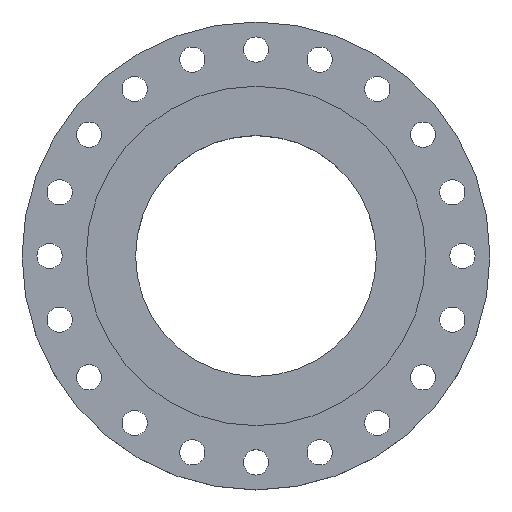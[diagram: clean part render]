
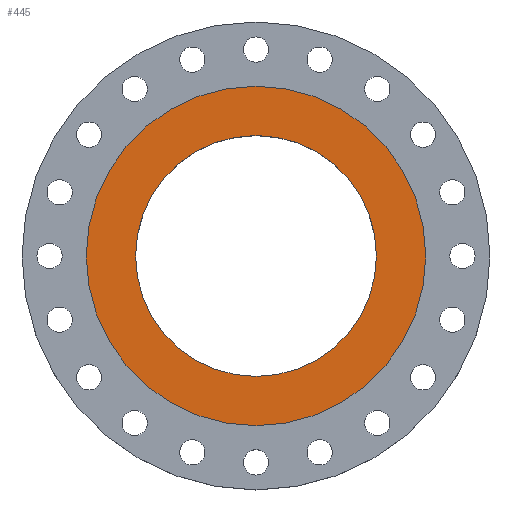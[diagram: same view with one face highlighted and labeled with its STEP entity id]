
A CAD part, top view. The second image highlights one B-rep face of the part: STEP entity #445.
In plain terms, the highlighted planar face has unit normal (0, 0, 1).
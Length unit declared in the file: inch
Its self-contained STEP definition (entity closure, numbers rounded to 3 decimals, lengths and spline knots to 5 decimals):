
#40 = VERTEX_POINT ( 'NONE', #576 ) ;
#67 = AXIS2_PLACEMENT_3D ( 'NONE', #1766, #623, #1926 ) ;
#229 = ORIENTED_EDGE ( 'NONE', *, *, #1252, .T. ) ;
#278 = EDGE_CURVE ( 'NONE', #954, #1043, #1051, .T. ) ;
#293 = CARTESIAN_POINT ( 'NONE',  ( 6.5625, 0., 0. ) ) ;
#405 = AXIS2_PLACEMENT_3D ( 'NONE', #658, #1320, #461 ) ;
#445 = ADVANCED_FACE ( 'NONE', ( #1316, #957 ), #1921, .F. ) ;
#461 = DIRECTION ( 'NONE',  ( 1., 0., 0. ) ) ;
#510 = EDGE_LOOP ( 'NONE', ( #1572, #1828 ) ) ;
#514 = DIRECTION ( 'NONE',  ( -1., 0., 0. ) ) ;
#571 = CIRCLE ( 'NONE', #405, 9.25 ) ;
#576 = CARTESIAN_POINT ( 'NONE',  ( 9.25, 0., 0. ) ) ;
#582 = CARTESIAN_POINT ( 'NONE',  ( -9.25, 0., 0. ) ) ;
#623 = DIRECTION ( 'NONE',  ( 0., 0., 1. ) ) ;
#657 = EDGE_CURVE ( 'NONE', #1043, #954, #1702, .T. ) ;
#658 = CARTESIAN_POINT ( 'NONE',  ( 0., 0., 0. ) ) ;
#764 = CIRCLE ( 'NONE', #67, 9.25 ) ;
#860 = AXIS2_PLACEMENT_3D ( 'NONE', #1760, #2080, #514 ) ;
#915 = CARTESIAN_POINT ( 'NONE',  ( 0., 0., 0. ) ) ;
#943 = CARTESIAN_POINT ( 'NONE',  ( -6.5625, 0., 0. ) ) ;
#954 = VERTEX_POINT ( 'NONE', #943 ) ;
#957 = FACE_OUTER_BOUND ( 'NONE', #1383, .T. ) ;
#971 = CARTESIAN_POINT ( 'NONE',  ( 0., 0., 0. ) ) ;
#1043 = VERTEX_POINT ( 'NONE', #293 ) ;
#1051 = CIRCLE ( 'NONE', #1617, 6.5625 ) ;
#1069 = VERTEX_POINT ( 'NONE', #582 ) ;
#1082 = ORIENTED_EDGE ( 'NONE', *, *, #2007, .T. ) ;
#1106 = DIRECTION ( 'NONE',  ( 1., 0., 0. ) ) ;
#1204 = AXIS2_PLACEMENT_3D ( 'NONE', #971, #1807, #2093 ) ;
#1252 = EDGE_CURVE ( 'NONE', #1069, #40, #764, .T. ) ;
#1316 = FACE_BOUND ( 'NONE', #510, .T. ) ;
#1320 = DIRECTION ( 'NONE',  ( 0., 0., 1. ) ) ;
#1383 = EDGE_LOOP ( 'NONE', ( #1082, #229 ) ) ;
#1561 = DIRECTION ( 'NONE',  ( 0., 0., 1. ) ) ;
#1572 = ORIENTED_EDGE ( 'NONE', *, *, #657, .F. ) ;
#1617 = AXIS2_PLACEMENT_3D ( 'NONE', #915, #1561, #1106 ) ;
#1702 = CIRCLE ( 'NONE', #1204, 6.5625 ) ;
#1760 = CARTESIAN_POINT ( 'NONE',  ( 0., 6.5625, 0. ) ) ;
#1766 = CARTESIAN_POINT ( 'NONE',  ( 0., 0., 0. ) ) ;
#1807 = DIRECTION ( 'NONE',  ( 0., 0., 1. ) ) ;
#1828 = ORIENTED_EDGE ( 'NONE', *, *, #278, .F. ) ;
#1921 = PLANE ( 'NONE',  #860 ) ;
#1926 = DIRECTION ( 'NONE',  ( 1., 0., 0. ) ) ;
#2007 = EDGE_CURVE ( 'NONE', #40, #1069, #571, .T. ) ;
#2080 = DIRECTION ( 'NONE',  ( 0., 0., -1. ) ) ;
#2093 = DIRECTION ( 'NONE',  ( 1., 0., 0. ) ) ;
